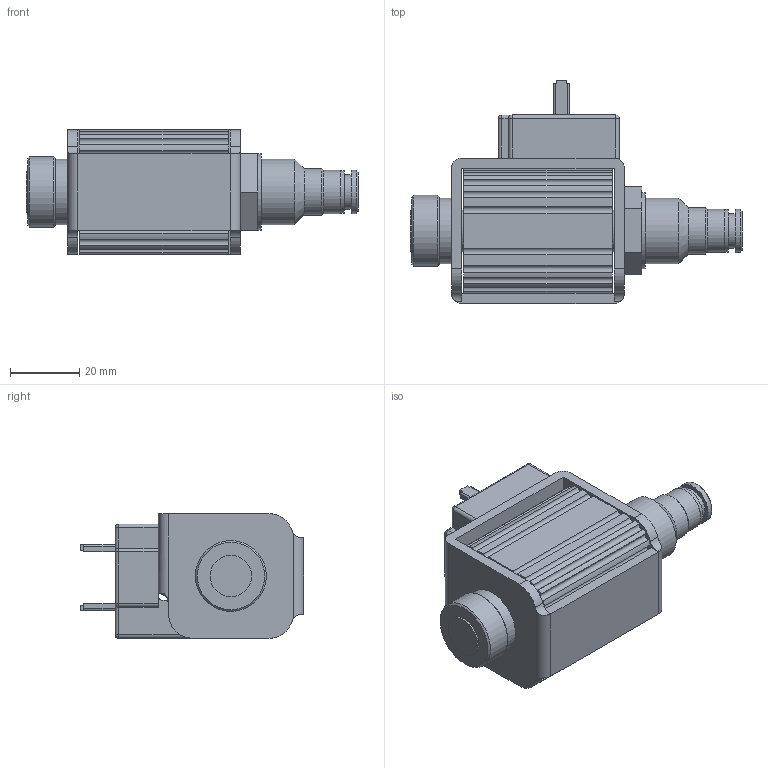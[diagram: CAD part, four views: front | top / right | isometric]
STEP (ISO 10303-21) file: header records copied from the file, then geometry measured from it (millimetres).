
FILE_DESCRIPTION(/* description */ ('Unknown'),/* implementation_level */ '2;1');
FILE_NAME(/* name */ 'PROP. DRUCKENTLASTUNGSVENTIL 24VDC_AP-1610-364E2_STEP',/* time_stamp */ '2022-01-05T10:09:30+01:00',/* author */ ('Unknown'),/* organization */ ('Unknown'),/* preprocessor_version */ 'ST-DEVELOPER v16.7',/* originating_system */ 'DEX',/* authorisation */ $);
FILE_SCHEMA (('AUTOMOTIVE_DESIGN {1 0 10303 214 3 1 1}'));
Length unit declared in the file: millimetre
Products named in the file (1): AP-1610-364E2
Bounding box: 96 x 64.5 x 36 mm (x, y, z)
Volume: 92301 mm3; surface area: 22888.9 mm2
Topology: 1 solids, 1 shells, 207 faces, 538 edges, 340 vertices
Faces by surface type: plane 115, cylinder 79, sphere 6, cone 5, bspline 2
Full cylindrical faces by diameter (mm): 3 x1, 6.8 x1, 8 x1, 8.2 x1, 9 x1, 10 x1, 12 x3, 12.4 x1, 12.5 x3, 13.5 x1, 19 x2, 20.5 x1, 22 x1
Entity records: 6527 total; most frequent: CARTESIAN_POINT 1450, DIRECTION 1077, ORIENTED_EDGE 1010, EDGE_CURVE 505, AXIS2_PLACEMENT_3D 379, VERTEX_POINT 336, LINE 319, VECTOR 319
